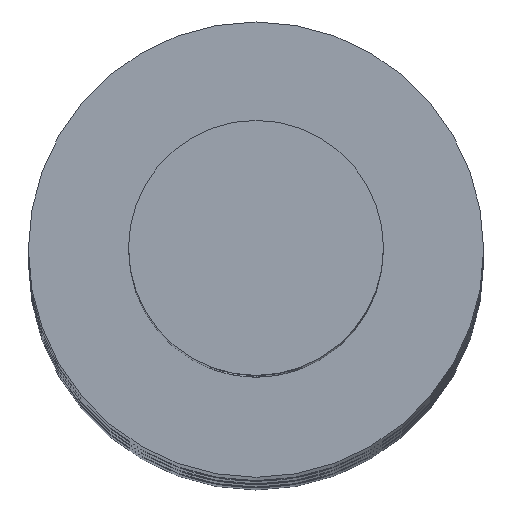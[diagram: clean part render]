
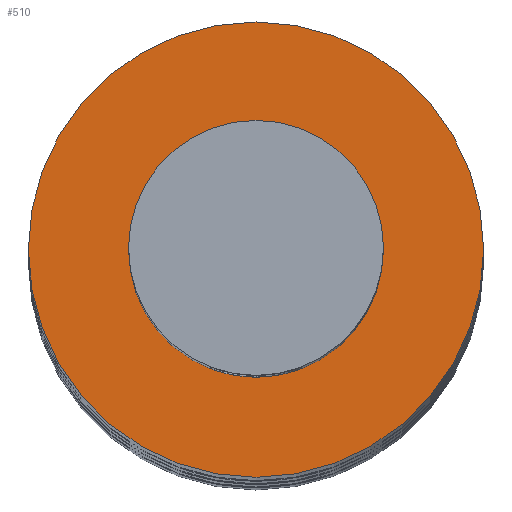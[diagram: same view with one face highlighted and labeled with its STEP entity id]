
A CAD part, top view. The second image highlights one B-rep face of the part: STEP entity #510.
In plain terms, the highlighted planar face has unit normal (0, 0, 1).
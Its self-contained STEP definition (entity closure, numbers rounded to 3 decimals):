
#141 = VERTEX_POINT ( 'NONE', #409 ) ;
#159 = VERTEX_POINT ( 'NONE', #700 ) ;
#182 = CARTESIAN_POINT ( 'NONE',  ( -12.5, 0., 400. ) ) ;
#205 = PLANE ( 'NONE',  #604 ) ;
#227 = CARTESIAN_POINT ( 'NONE',  ( 0., 0., 400. ) ) ;
#247 = CARTESIAN_POINT ( 'NONE',  ( 12.5, 0., 400. ) ) ;
#353 = DIRECTION ( 'NONE',  ( 1., 0., 0. ) ) ;
#402 = DIRECTION ( 'NONE',  ( 1., 0., 0. ) ) ;
#409 = CARTESIAN_POINT ( 'NONE',  ( -7., 0., 400. ) ) ;
#449 = VERTEX_POINT ( 'NONE', #182 ) ;
#510 = ADVANCED_FACE ( 'NONE', ( #545, #794 ), #205, .T. ) ;
#526 = CARTESIAN_POINT ( 'NONE',  ( 0., 0., 400. ) ) ;
#534 = EDGE_CURVE ( 'NONE', #449, #550, #1144, .T. ) ;
#545 = FACE_BOUND ( 'NONE', #1360, .T. ) ;
#550 = VERTEX_POINT ( 'NONE', #247 ) ;
#566 = CIRCLE ( 'NONE', #1598, 12.5 ) ;
#598 = DIRECTION ( 'NONE',  ( 1., 0., 0. ) ) ;
#604 = AXIS2_PLACEMENT_3D ( 'NONE', #526, #1827, #353 ) ;
#639 = DIRECTION ( 'NONE',  ( 0., 0., 1. ) ) ;
#700 = CARTESIAN_POINT ( 'NONE',  ( 7., 0., 400. ) ) ;
#773 = CIRCLE ( 'NONE', #1227, 7. ) ;
#786 = CARTESIAN_POINT ( 'NONE',  ( 0., 0., 400. ) ) ;
#794 = FACE_OUTER_BOUND ( 'NONE', #1093, .T. ) ;
#808 = ORIENTED_EDGE ( 'NONE', *, *, #2029, .F. ) ;
#875 = DIRECTION ( 'NONE',  ( 1., 0., 0. ) ) ;
#901 = AXIS2_PLACEMENT_3D ( 'NONE', #1601, #1932, #598 ) ;
#965 = DIRECTION ( 'NONE',  ( 1., 0., 0. ) ) ;
#1010 = ORIENTED_EDGE ( 'NONE', *, *, #534, .T. ) ;
#1093 = EDGE_LOOP ( 'NONE', ( #1010, #1575 ) ) ;
#1144 = CIRCLE ( 'NONE', #2129, 12.5 ) ;
#1227 = AXIS2_PLACEMENT_3D ( 'NONE', #786, #639, #965 ) ;
#1236 = EDGE_CURVE ( 'NONE', #550, #449, #566, .T. ) ;
#1327 = ORIENTED_EDGE ( 'NONE', *, *, #1440, .F. ) ;
#1360 = EDGE_LOOP ( 'NONE', ( #1327, #808 ) ) ;
#1391 = CARTESIAN_POINT ( 'NONE',  ( 0., 0., 400. ) ) ;
#1394 = DIRECTION ( 'NONE',  ( 0., 0., 1. ) ) ;
#1440 = EDGE_CURVE ( 'NONE', #159, #141, #1589, .T. ) ;
#1559 = DIRECTION ( 'NONE',  ( 0., 0., 1. ) ) ;
#1575 = ORIENTED_EDGE ( 'NONE', *, *, #1236, .T. ) ;
#1589 = CIRCLE ( 'NONE', #901, 7. ) ;
#1598 = AXIS2_PLACEMENT_3D ( 'NONE', #227, #1394, #402 ) ;
#1601 = CARTESIAN_POINT ( 'NONE',  ( 0., 0., 400. ) ) ;
#1827 = DIRECTION ( 'NONE',  ( 0., 0., 1. ) ) ;
#1932 = DIRECTION ( 'NONE',  ( 0., 0., 1. ) ) ;
#2029 = EDGE_CURVE ( 'NONE', #141, #159, #773, .T. ) ;
#2129 = AXIS2_PLACEMENT_3D ( 'NONE', #1391, #1559, #875 ) ;
